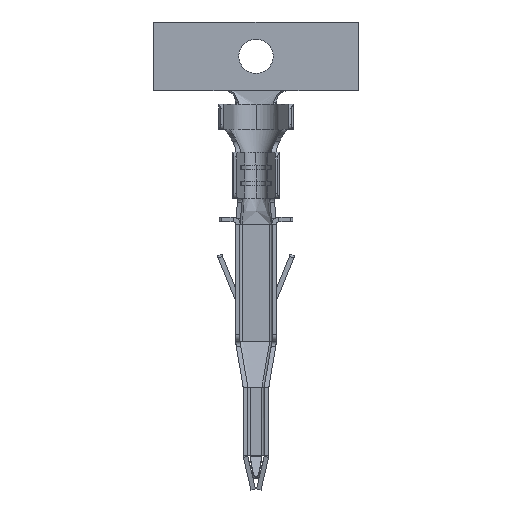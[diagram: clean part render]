
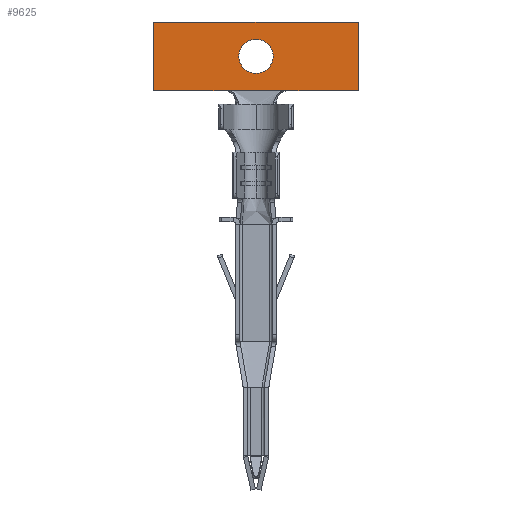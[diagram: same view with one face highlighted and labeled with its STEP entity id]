
A CAD part, top view. The second image highlights one B-rep face of the part: STEP entity #9625.
In plain terms, the highlighted planar face has unit normal (0, 0, 1).
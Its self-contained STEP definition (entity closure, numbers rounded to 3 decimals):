
#46=CARTESIAN_POINT('',(-0.63,10.46,0.));
#47=VERTEX_POINT('',#46);
#54=CARTESIAN_POINT('',(0.63,10.46,0.));
#55=VERTEX_POINT('',#54);
#56=CARTESIAN_POINT('',(0.,10.46,0.));
#57=DIRECTION('',(-1.,0.,0.));
#58=DIRECTION('',(-0.,0.,1.));
#59=AXIS2_PLACEMENT_3D('',#56,#58,#57);
#60=CIRCLE('',#59,0.63);
#61=EDGE_CURVE('',#47,#55,#60,.T.);
#9185=CARTESIAN_POINT('',(1.061,9.2,0.));
#9186=VERTEX_POINT('',#9185);
#9196=CARTESIAN_POINT('',(0.84,9.2,0.));
#9197=VERTEX_POINT('',#9196);
#9198=CARTESIAN_POINT('',(1.061,9.2,0.));
#9199=CARTESIAN_POINT('',(0.987,9.2,0.));
#9200=CARTESIAN_POINT('',(0.914,9.2,0.));
#9201=CARTESIAN_POINT('',(0.84,9.2,0.));
#9202=B_SPLINE_CURVE_WITH_KNOTS('',3,(#9198,#9199,#9200,#9201),.UNSPECIFIED.,.F.,.U.,(4,4),(0.,0.),.UNSPECIFIED.);
#9203=EDGE_CURVE('',#9186,#9197,#9202,.T.);
#9205=CARTESIAN_POINT('',(-0.84,9.2,0.));
#9206=VERTEX_POINT('',#9205);
#9207=CARTESIAN_POINT('',(0.84,9.2,0.));
#9208=DIRECTION('',(-1.,0.,0.));
#9209=VECTOR('',#9208,1.68);
#9210=LINE('',#9207,#9209);
#9211=EDGE_CURVE('',#9197,#9206,#9210,.T.);
#9213=CARTESIAN_POINT('',(-1.061,9.2,0.));
#9214=VERTEX_POINT('',#9213);
#9215=CARTESIAN_POINT('',(-0.84,9.2,0.));
#9216=CARTESIAN_POINT('',(-0.914,9.2,0.));
#9217=CARTESIAN_POINT('',(-0.987,9.2,0.));
#9218=CARTESIAN_POINT('',(-1.061,9.2,0.));
#9219=B_SPLINE_CURVE_WITH_KNOTS('',3,(#9215,#9216,#9217,#9218),.UNSPECIFIED.,.F.,.U.,(4,4),(0.,0.),.UNSPECIFIED.);
#9220=EDGE_CURVE('',#9206,#9214,#9219,.T.);
#9433=CARTESIAN_POINT('',(-3.76,9.2,0.));
#9434=VERTEX_POINT('',#9433);
#9435=CARTESIAN_POINT('',(-1.061,9.2,0.));
#9436=DIRECTION('',(-1.,0.,0.));
#9437=VECTOR('',#9436,2.699);
#9438=LINE('',#9435,#9437);
#9439=EDGE_CURVE('',#9214,#9434,#9438,.T.);
#9455=CARTESIAN_POINT('',(-3.76,11.721,0.));
#9456=VERTEX_POINT('',#9455);
#9457=CARTESIAN_POINT('',(-3.76,9.2,0.));
#9458=DIRECTION('',(0.,1.,0.));
#9459=VECTOR('',#9458,2.521);
#9460=LINE('',#9457,#9459);
#9461=EDGE_CURVE('',#9434,#9456,#9460,.T.);
#9486=CARTESIAN_POINT('',(3.76,11.721,0.));
#9487=VERTEX_POINT('',#9486);
#9488=CARTESIAN_POINT('',(-3.76,11.721,0.));
#9489=DIRECTION('',(1.,0.,0.));
#9490=VECTOR('',#9489,7.52);
#9491=LINE('',#9488,#9490);
#9492=EDGE_CURVE('',#9456,#9487,#9491,.T.);
#9517=CARTESIAN_POINT('',(3.76,9.2,0.));
#9518=VERTEX_POINT('',#9517);
#9519=CARTESIAN_POINT('',(3.76,11.721,0.));
#9520=DIRECTION('',(0.,-1.,0.));
#9521=VECTOR('',#9520,2.521);
#9522=LINE('',#9519,#9521);
#9523=EDGE_CURVE('',#9487,#9518,#9522,.T.);
#9548=CARTESIAN_POINT('',(3.76,9.2,0.));
#9549=DIRECTION('',(-1.,0.,0.));
#9550=VECTOR('',#9549,2.699);
#9551=LINE('',#9548,#9550);
#9552=EDGE_CURVE('',#9518,#9186,#9551,.T.);
#9600=CARTESIAN_POINT('',(0.,0.,0.));
#9601=DIRECTION('',(1.,0.,0.));
#9602=DIRECTION('',(0.,0.,1.));
#9603=AXIS2_PLACEMENT_3D('',#9600,#9602,#9601);
#9604=PLANE('',#9603);
#9605=ORIENTED_EDGE('',*,*,#9461,.F.);
#9606=ORIENTED_EDGE('',*,*,#9439,.F.);
#9607=ORIENTED_EDGE('',*,*,#9220,.F.);
#9608=ORIENTED_EDGE('',*,*,#9211,.F.);
#9609=ORIENTED_EDGE('',*,*,#9203,.F.);
#9610=ORIENTED_EDGE('',*,*,#9552,.F.);
#9611=ORIENTED_EDGE('',*,*,#9523,.F.);
#9612=ORIENTED_EDGE('',*,*,#9492,.F.);
#9613=EDGE_LOOP('',(#9605,#9606,#9607,#9608,#9609,#9610,#9611,#9612));
#9614=FACE_OUTER_BOUND('',#9613,.T.);
#9615=CARTESIAN_POINT('',(0.,10.46,0.));
#9616=DIRECTION('',(-1.,0.,0.));
#9617=DIRECTION('',(0.,0.,-1.));
#9618=AXIS2_PLACEMENT_3D('',#9615,#9617,#9616);
#9619=CIRCLE('',#9618,0.63);
#9620=EDGE_CURVE('',#47,#55,#9619,.T.);
#9621=ORIENTED_EDGE('',*,*,#9620,.T.);
#9622=ORIENTED_EDGE('',*,*,#61,.F.);
#9623=EDGE_LOOP('',(#9621,#9622));
#9624=FACE_BOUND('',#9623,.T.);
#9625=ADVANCED_FACE('',(#9614,#9624),#9604,.T.);
